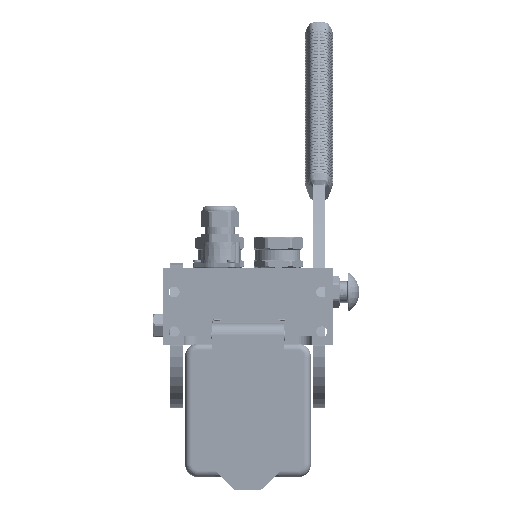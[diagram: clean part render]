
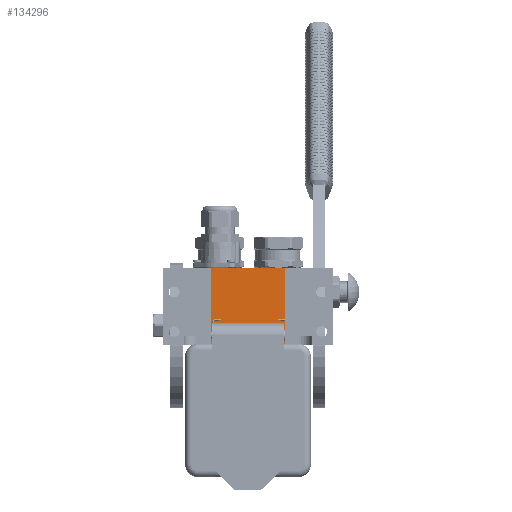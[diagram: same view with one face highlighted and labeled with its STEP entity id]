
A CAD part, left-side view. The second image highlights one B-rep face of the part: STEP entity #134296.
In plain terms, the highlighted face is planar.
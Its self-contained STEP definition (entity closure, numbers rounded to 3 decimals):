
#5708 = VECTOR ( 'NONE', #131831, 1000. ) ;
#11364 = LINE ( 'NONE', #72018, #54216 ) ;
#11521 = EDGE_CURVE ( 'NONE', #140896, #35623, #31204, .T. ) ;
#24245 = CARTESIAN_POINT ( 'NONE',  ( 29., 60.2, -107.5 ) ) ;
#24502 = CARTESIAN_POINT ( 'NONE',  ( 29., 0., -107.5 ) ) ;
#31204 = LINE ( 'NONE', #75574, #33643 ) ;
#33643 = VECTOR ( 'NONE', #188431, 1000. ) ;
#35623 = VERTEX_POINT ( 'NONE', #88141 ) ;
#37778 = ORIENTED_EDGE ( 'NONE', *, *, #99209, .T. ) ;
#38066 = ORIENTED_EDGE ( 'NONE', *, *, #173127, .F. ) ;
#38922 = AXIS2_PLACEMENT_3D ( 'NONE', #24502, #139329, #154882 ) ;
#54169 = EDGE_CURVE ( 'NONE', #140896, #194718, #56726, .T. ) ;
#54216 = VECTOR ( 'NONE', #103048, 1000. ) ;
#55376 = DIRECTION ( 'NONE',  ( 0., 1., 0. ) ) ;
#56726 = LINE ( 'NONE', #120204, #61780 ) ;
#61780 = VECTOR ( 'NONE', #55376, 1000. ) ;
#72018 = CARTESIAN_POINT ( 'NONE',  ( -29., 0., -107.5 ) ) ;
#73765 = PLANE ( 'NONE',  #38922 ) ;
#75574 = CARTESIAN_POINT ( 'NONE',  ( 29., 0., -107.5 ) ) ;
#84500 = ORIENTED_EDGE ( 'NONE', *, *, #54169, .F. ) ;
#88141 = CARTESIAN_POINT ( 'NONE',  ( -29., 0., -107.5 ) ) ;
#93969 = LINE ( 'NONE', #179807, #5708 ) ;
#99209 = EDGE_CURVE ( 'NONE', #35623, #125417, #11364, .T. ) ;
#103048 = DIRECTION ( 'NONE',  ( 0., 1., 0. ) ) ;
#120204 = CARTESIAN_POINT ( 'NONE',  ( 29., 0., -107.5 ) ) ;
#125417 = VERTEX_POINT ( 'NONE', #198120 ) ;
#131831 = DIRECTION ( 'NONE',  ( -1., 0., 0. ) ) ;
#134296 = ADVANCED_FACE ( 'NONE', ( #150784 ), #73765, .T. ) ;
#139329 = DIRECTION ( 'NONE',  ( 0., 0., -1. ) ) ;
#140896 = VERTEX_POINT ( 'NONE', #184123 ) ;
#150784 = FACE_OUTER_BOUND ( 'NONE', #169867, .T. ) ;
#154882 = DIRECTION ( 'NONE',  ( -1., 0., 0. ) ) ;
#169867 = EDGE_LOOP ( 'NONE', ( #37778, #38066, #84500, #183197 ) ) ;
#173127 = EDGE_CURVE ( 'NONE', #194718, #125417, #93969, .T. ) ;
#179807 = CARTESIAN_POINT ( 'NONE',  ( 29., 60.2, -107.5 ) ) ;
#183197 = ORIENTED_EDGE ( 'NONE', *, *, #11521, .T. ) ;
#184123 = CARTESIAN_POINT ( 'NONE',  ( 29., 0., -107.5 ) ) ;
#188431 = DIRECTION ( 'NONE',  ( -1., 0., 0. ) ) ;
#194718 = VERTEX_POINT ( 'NONE', #24245 ) ;
#198120 = CARTESIAN_POINT ( 'NONE',  ( -29., 60.2, -107.5 ) ) ;
